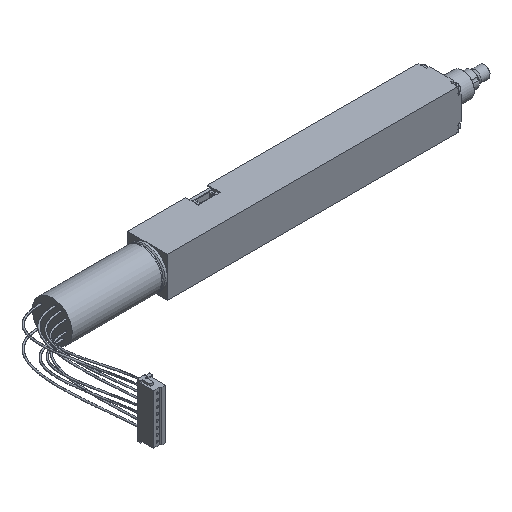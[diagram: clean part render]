
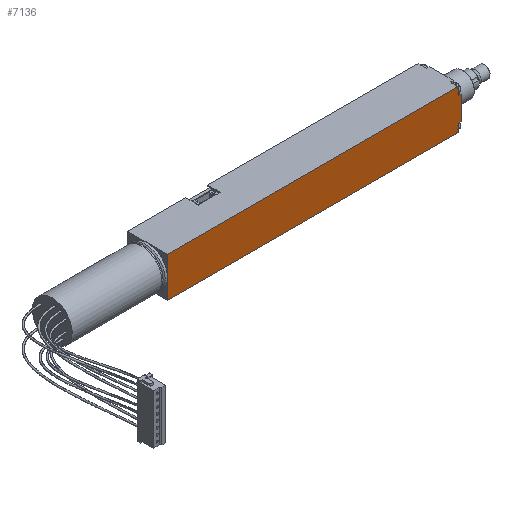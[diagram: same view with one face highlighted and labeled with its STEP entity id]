
A CAD part, isometric view. The second image highlights one B-rep face of the part: STEP entity #7136.
In plain terms, the highlighted planar face has unit normal (0, -1, 0).
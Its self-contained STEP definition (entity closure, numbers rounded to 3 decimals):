
#632=FACE_OUTER_BOUND('',#1039,.T.);
#1039=EDGE_LOOP('',(#5723,#5724,#5725,#5726,#5727,#5728,#5729,#5730,#5731,
#5732,#5733,#5734,#5735,#5736));
#1746=LINE('',#10879,#2524);
#1778=LINE('',#11063,#2556);
#1784=LINE('',#11076,#2562);
#1789=LINE('',#11091,#2567);
#1793=LINE('',#11103,#2571);
#1796=LINE('',#11109,#2574);
#1801=LINE('',#11116,#2579);
#1812=LINE('',#11138,#2590);
#1819=LINE('',#11156,#2597);
#1822=LINE('',#11163,#2600);
#1823=LINE('',#11164,#2601);
#1824=LINE('',#11166,#2602);
#1825=LINE('',#11168,#2603);
#1826=LINE('',#11169,#2604);
#2524=VECTOR('',#8871,0.9);
#2556=VECTOR('',#9025,0.7);
#2562=VECTOR('',#9039,1.);
#2567=VECTOR('',#9052,0.7);
#2571=VECTOR('',#9062,0.9);
#2574=VECTOR('',#9067,0.4);
#2579=VECTOR('',#9074,6.);
#2590=VECTOR('',#9091,0.4);
#2597=VECTOR('',#9110,0.1);
#2600=VECTOR('',#9117,0.1);
#2601=VECTOR('',#9118,1.);
#2602=VECTOR('',#9119,72.5);
#2603=VECTOR('',#9120,10.);
#2604=VECTOR('',#9121,72.5);
#3124=VERTEX_POINT('',#10862);
#3130=VERTEX_POINT('',#10877);
#3180=VERTEX_POINT('',#11060);
#3181=VERTEX_POINT('',#11062);
#3189=VERTEX_POINT('',#11087);
#3190=VERTEX_POINT('',#11089);
#3194=VERTEX_POINT('',#11100);
#3195=VERTEX_POINT('',#11102);
#3197=VERTEX_POINT('',#11108);
#3206=VERTEX_POINT('',#11136);
#3211=VERTEX_POINT('',#11154);
#3213=VERTEX_POINT('',#11162);
#3214=VERTEX_POINT('',#11165);
#3215=VERTEX_POINT('',#11167);
#3981=EDGE_CURVE('',#3124,#3130,#1746,.T.);
#4047=EDGE_CURVE('',#3181,#3180,#1778,.T.);
#4054=EDGE_CURVE('',#3180,#3124,#1784,.T.);
#4061=EDGE_CURVE('',#3189,#3190,#1789,.T.);
#4066=EDGE_CURVE('',#3195,#3194,#1793,.T.);
#4069=EDGE_CURVE('',#3197,#3195,#1796,.T.);
#4074=EDGE_CURVE('',#3190,#3181,#1801,.T.);
#4085=EDGE_CURVE('',#3206,#3130,#1812,.T.);
#4094=EDGE_CURVE('',#3206,#3211,#1819,.T.);
#4097=EDGE_CURVE('',#3213,#3197,#1822,.T.);
#4098=EDGE_CURVE('',#3194,#3189,#1823,.T.);
#4099=EDGE_CURVE('',#3214,#3211,#1824,.T.);
#4100=EDGE_CURVE('',#3215,#3214,#1825,.T.);
#4101=EDGE_CURVE('',#3215,#3213,#1826,.T.);
#5723=ORIENTED_EDGE('',*,*,#4097,.T.);
#5724=ORIENTED_EDGE('',*,*,#4069,.T.);
#5725=ORIENTED_EDGE('',*,*,#4066,.T.);
#5726=ORIENTED_EDGE('',*,*,#4098,.T.);
#5727=ORIENTED_EDGE('',*,*,#4061,.T.);
#5728=ORIENTED_EDGE('',*,*,#4074,.T.);
#5729=ORIENTED_EDGE('',*,*,#4047,.T.);
#5730=ORIENTED_EDGE('',*,*,#4054,.T.);
#5731=ORIENTED_EDGE('',*,*,#3981,.T.);
#5732=ORIENTED_EDGE('',*,*,#4085,.F.);
#5733=ORIENTED_EDGE('',*,*,#4094,.T.);
#5734=ORIENTED_EDGE('',*,*,#4099,.F.);
#5735=ORIENTED_EDGE('',*,*,#4100,.F.);
#5736=ORIENTED_EDGE('',*,*,#4101,.T.);
#6465=PLANE('',#7577);
#7136=ADVANCED_FACE('',(#632),#6465,.T.);
#7577=AXIS2_PLACEMENT_3D('',#11161,#9115,#9116);
#8871=DIRECTION('',(0.,0.,1.));
#9025=DIRECTION('',(-1.,0.,0.));
#9039=DIRECTION('',(0.,0.,1.));
#9052=DIRECTION('',(1.,0.,0.));
#9062=DIRECTION('',(0.,0.,1.));
#9067=DIRECTION('',(1.,0.,0.));
#9074=DIRECTION('',(0.,0.,1.));
#9091=DIRECTION('',(1.,0.,0.));
#9110=DIRECTION('',(0.,0.,1.));
#9115=DIRECTION('center_axis',(0.,-1.,0.));
#9116=DIRECTION('ref_axis',(-1.,0.,0.));
#9117=DIRECTION('',(0.,0.,1.));
#9118=DIRECTION('',(0.,0.,1.));
#9119=DIRECTION('',(1.,0.,0.));
#9120=DIRECTION('',(0.,0.,1.));
#9121=DIRECTION('',(1.,0.,0.));
#10862=CARTESIAN_POINT('',(61.45,-5.,4.));
#10877=CARTESIAN_POINT('',(61.45,-5.,4.9));
#10879=CARTESIAN_POINT('',(61.45,-5.,-0.419));
#11060=CARTESIAN_POINT('',(61.45,-5.,3.));
#11062=CARTESIAN_POINT('',(62.15,-5.,3.));
#11063=CARTESIAN_POINT('',(61.6,-5.,3.));
#11076=CARTESIAN_POINT('',(61.45,-5.,-0.419));
#11087=CARTESIAN_POINT('',(61.45,-5.,-3.));
#11089=CARTESIAN_POINT('',(62.15,-5.,-3.));
#11091=CARTESIAN_POINT('',(61.6,-5.,-3.));
#11100=CARTESIAN_POINT('',(61.45,-5.,-4.));
#11102=CARTESIAN_POINT('',(61.45,-5.,-4.9));
#11103=CARTESIAN_POINT('',(61.45,-5.,-4.481));
#11108=CARTESIAN_POINT('',(61.05,-5.,-4.9));
#11109=CARTESIAN_POINT('',(61.05,-5.,-4.9));
#11116=CARTESIAN_POINT('',(62.15,-5.,-2.45));
#11136=CARTESIAN_POINT('',(61.05,-5.,4.9));
#11138=CARTESIAN_POINT('',(61.05,-5.,4.9));
#11154=CARTESIAN_POINT('',(61.05,-5.,5.));
#11156=CARTESIAN_POINT('',(61.05,-5.,-5.));
#11161=CARTESIAN_POINT('Origin',(-11.45,-5.,-5.));
#11162=CARTESIAN_POINT('',(61.05,-5.,-5.));
#11163=CARTESIAN_POINT('',(61.05,-5.,-5.));
#11164=CARTESIAN_POINT('',(61.45,-5.,-4.481));
#11165=CARTESIAN_POINT('',(-11.45,-5.,5.));
#11166=CARTESIAN_POINT('',(-11.45,-5.,5.));
#11167=CARTESIAN_POINT('',(-11.45,-5.,-5.));
#11168=CARTESIAN_POINT('',(-11.45,-5.,-5.));
#11169=CARTESIAN_POINT('',(-11.45,-5.,-5.));
